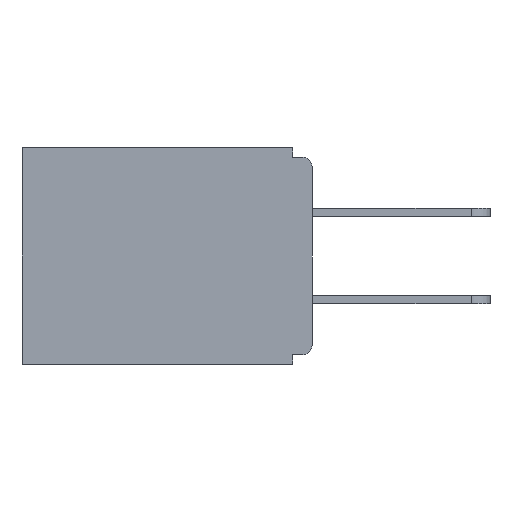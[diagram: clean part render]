
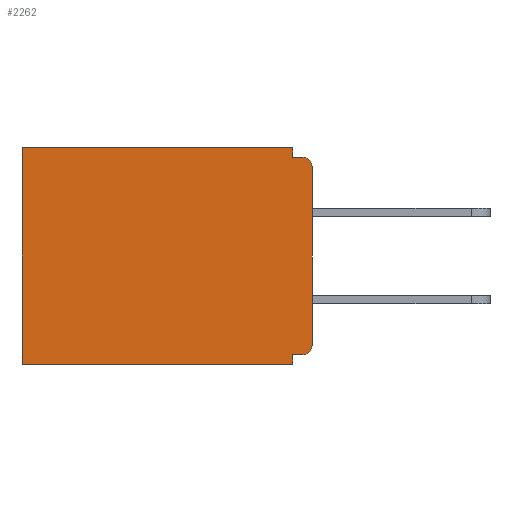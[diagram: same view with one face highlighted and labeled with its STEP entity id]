
A CAD part, left-side view. The second image highlights one B-rep face of the part: STEP entity #2262.
In plain terms, the highlighted planar face has unit normal (-1, 0, 0).
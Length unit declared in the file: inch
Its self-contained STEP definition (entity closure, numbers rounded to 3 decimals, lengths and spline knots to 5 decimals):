
#176 = VERTEX_POINT ( 'NONE', #5436 ) ;
#432 = DIRECTION ( 'NONE',  ( -1., 0., 0. ) ) ;
#541 = CARTESIAN_POINT ( 'NONE',  ( 0.298, 0.015, -0.313 ) ) ;
#546 = AXIS2_PLACEMENT_3D ( 'NONE', #541, #432, #8674 ) ;
#570 = DIRECTION ( 'NONE',  ( 0., 1., 0. ) ) ;
#699 = LINE ( 'NONE', #1702, #947 ) ;
#900 = CARTESIAN_POINT ( 'NONE',  ( 0.298, 0.46, 0. ) ) ;
#947 = VECTOR ( 'NONE', #8279, 39.37008 ) ;
#1049 = ORIENTED_EDGE ( 'NONE', *, *, #1391, .F. ) ;
#1194 = CIRCLE ( 'NONE', #546, 0.015 ) ;
#1229 = VERTEX_POINT ( 'NONE', #9820 ) ;
#1384 = ORIENTED_EDGE ( 'NONE', *, *, #8336, .F. ) ;
#1391 = EDGE_CURVE ( 'NONE', #4617, #1229, #3020, .T. ) ;
#1394 = LINE ( 'NONE', #9116, #1537 ) ;
#1423 = ORIENTED_EDGE ( 'NONE', *, *, #4438, .F. ) ;
#1425 = CARTESIAN_POINT ( 'NONE',  ( 0.298, 0., -0.015 ) ) ;
#1430 = VERTEX_POINT ( 'NONE', #900 ) ;
#1461 = CARTESIAN_POINT ( 'NONE',  ( 0.298, 0., -0.03 ) ) ;
#1537 = VECTOR ( 'NONE', #4985, 39.37008 ) ;
#1618 = CARTESIAN_POINT ( 'NONE',  ( 0.298, 0.031, -0.343 ) ) ;
#1702 = CARTESIAN_POINT ( 'NONE',  ( 0.298, 0.46, 0. ) ) ;
#1944 = EDGE_CURVE ( 'NONE', #9335, #176, #10183, .T. ) ;
#1955 = FACE_OUTER_BOUND ( 'NONE', #3598, .T. ) ;
#2262 = ADVANCED_FACE ( 'NONE', ( #1955 ), #4497, .F. ) ;
#2374 = CARTESIAN_POINT ( 'NONE',  ( 0.298, 0., 0. ) ) ;
#3011 = ORIENTED_EDGE ( 'NONE', *, *, #9433, .T. ) ;
#3020 = LINE ( 'NONE', #8768, #5563 ) ;
#3265 = DIRECTION ( 'NONE',  ( -1., 0., 0. ) ) ;
#3298 = DIRECTION ( 'NONE',  ( 0., 0., -1. ) ) ;
#3383 = DIRECTION ( 'NONE',  ( 0., 0., -1. ) ) ;
#3598 = EDGE_LOOP ( 'NONE', ( #9749, #5862, #1384, #5017, #10168, #1049, #6436, #1423, #3011, #7886 ) ) ;
#3743 = VERTEX_POINT ( 'NONE', #1461 ) ;
#3795 = DIRECTION ( 'NONE',  ( 0., 0., -1. ) ) ;
#3934 = LINE ( 'NONE', #7741, #5857 ) ;
#3941 = VERTEX_POINT ( 'NONE', #6065 ) ;
#4275 = CARTESIAN_POINT ( 'NONE',  ( 0.298, 0.031, 0. ) ) ;
#4317 = CIRCLE ( 'NONE', #6356, 0.015 ) ;
#4400 = LINE ( 'NONE', #9440, #10613 ) ;
#4437 = EDGE_CURVE ( 'NONE', #3743, #10617, #4989, .T. ) ;
#4438 = EDGE_CURVE ( 'NONE', #3941, #5116, #1394, .T. ) ;
#4497 = PLANE ( 'NONE',  #8520 ) ;
#4603 = EDGE_CURVE ( 'NONE', #3743, #176, #4317, .T. ) ;
#4611 = CARTESIAN_POINT ( 'NONE',  ( 0.298, 0., 0. ) ) ;
#4617 = VERTEX_POINT ( 'NONE', #1618 ) ;
#4985 = DIRECTION ( 'NONE',  ( 0., 1., 0. ) ) ;
#4989 = LINE ( 'NONE', #5803, #10120 ) ;
#5017 = ORIENTED_EDGE ( 'NONE', *, *, #7508, .T. ) ;
#5116 = VERTEX_POINT ( 'NONE', #9471 ) ;
#5436 = CARTESIAN_POINT ( 'NONE',  ( 0.298, 0.015, -0.015 ) ) ;
#5563 = VECTOR ( 'NONE', #570, 39.37008 ) ;
#5681 = VECTOR ( 'NONE', #10508, 39.37008 ) ;
#5718 = CARTESIAN_POINT ( 'NONE',  ( 0.298, 0.015, -0.03 ) ) ;
#5803 = CARTESIAN_POINT ( 'NONE',  ( 0.298, 0., 0. ) ) ;
#5857 = VECTOR ( 'NONE', #8552, 39.37008 ) ;
#5862 = ORIENTED_EDGE ( 'NONE', *, *, #1944, .F. ) ;
#6065 = CARTESIAN_POINT ( 'NONE',  ( 0.298, 0.015, -0.328 ) ) ;
#6356 = AXIS2_PLACEMENT_3D ( 'NONE', #5718, #3265, #3298 ) ;
#6436 = ORIENTED_EDGE ( 'NONE', *, *, #7188, .F. ) ;
#7188 = EDGE_CURVE ( 'NONE', #5116, #4617, #3934, .T. ) ;
#7381 = CARTESIAN_POINT ( 'NONE',  ( 0.298, 0., -0.313 ) ) ;
#7508 = EDGE_CURVE ( 'NONE', #7732, #1430, #10495, .T. ) ;
#7732 = VERTEX_POINT ( 'NONE', #4275 ) ;
#7741 = CARTESIAN_POINT ( 'NONE',  ( 0.298, 0.031, -0.343 ) ) ;
#7773 = VECTOR ( 'NONE', #9649, 39.37008 ) ;
#7886 = ORIENTED_EDGE ( 'NONE', *, *, #4437, .F. ) ;
#8279 = DIRECTION ( 'NONE',  ( 0., 0., -1. ) ) ;
#8336 = EDGE_CURVE ( 'NONE', #7732, #9335, #4400, .T. ) ;
#8491 = CARTESIAN_POINT ( 'NONE',  ( 0.298, 0.031, -0.015 ) ) ;
#8520 = AXIS2_PLACEMENT_3D ( 'NONE', #4611, #10345, #3795 ) ;
#8552 = DIRECTION ( 'NONE',  ( 0., 0., -1. ) ) ;
#8674 = DIRECTION ( 'NONE',  ( 0., 0., -1. ) ) ;
#8768 = CARTESIAN_POINT ( 'NONE',  ( 0.298, 0., -0.343 ) ) ;
#9116 = CARTESIAN_POINT ( 'NONE',  ( 0.298, 0., -0.328 ) ) ;
#9335 = VERTEX_POINT ( 'NONE', #8491 ) ;
#9433 = EDGE_CURVE ( 'NONE', #3941, #10617, #1194, .T. ) ;
#9440 = CARTESIAN_POINT ( 'NONE',  ( 0.298, 0.031, -0.343 ) ) ;
#9471 = CARTESIAN_POINT ( 'NONE',  ( 0.298, 0.031, -0.328 ) ) ;
#9501 = EDGE_CURVE ( 'NONE', #1430, #1229, #699, .T. ) ;
#9649 = DIRECTION ( 'NONE',  ( 0., 1., 0. ) ) ;
#9749 = ORIENTED_EDGE ( 'NONE', *, *, #4603, .T. ) ;
#9820 = CARTESIAN_POINT ( 'NONE',  ( 0.298, 0.46, -0.343 ) ) ;
#10120 = VECTOR ( 'NONE', #3383, 39.37008 ) ;
#10168 = ORIENTED_EDGE ( 'NONE', *, *, #9501, .T. ) ;
#10183 = LINE ( 'NONE', #1425, #5681 ) ;
#10304 = DIRECTION ( 'NONE',  ( 0., 0., -1. ) ) ;
#10345 = DIRECTION ( 'NONE',  ( 1., 0., 0. ) ) ;
#10495 = LINE ( 'NONE', #2374, #7773 ) ;
#10508 = DIRECTION ( 'NONE',  ( 0., -1., 0. ) ) ;
#10613 = VECTOR ( 'NONE', #10304, 39.37008 ) ;
#10617 = VERTEX_POINT ( 'NONE', #7381 ) ;
